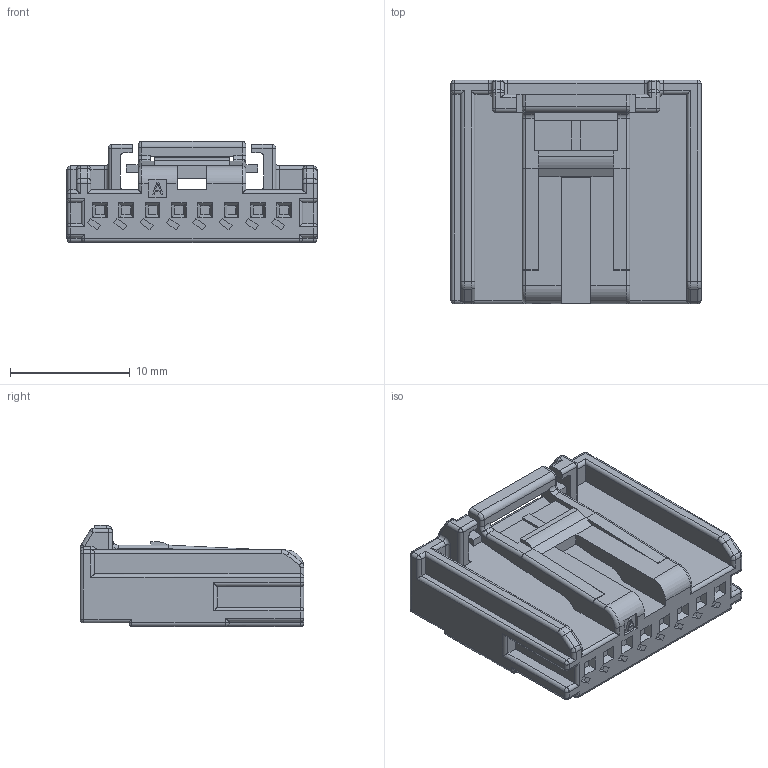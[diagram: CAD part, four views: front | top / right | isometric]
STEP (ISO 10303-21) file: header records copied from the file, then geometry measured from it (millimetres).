
FILE_DESCRIPTION((''),'2;1');
FILE_NAME('025_8F_HSG-A','2023-01-05T13:58:12',('jhryu'),(''),'CREO PARAMETRIC BY PTC INC, 2017380','CREO PARAMETRIC BY PTC INC, 2017380','');
FILE_SCHEMA(('CONFIG_CONTROL_DESIGN'));
Length unit declared in the file: millimetre
Products named in the file (1): 025_8F_HSG-A
Bounding box: 20.9 x 18.7 x 8.45 mm (x, y, z)
Volume: 1871.2 mm3; surface area: 2071.3 mm2
Topology: 1 solids, 1 shells, 818 faces, 2179 edges, 1382 vertices
Faces by surface type: plane 603, cylinder 155, torus 22, sphere 22, bspline 12, cone 4
Entity records: 25258 total; most frequent: CARTESIAN_POINT 4942, ORIENTED_EDGE 4314, DIRECTION 3999, EDGE_CURVE 2157, VECTOR 1819, LINE 1819, VERTEX_POINT 1382, AXIS2_PLACEMENT_3D 1090
